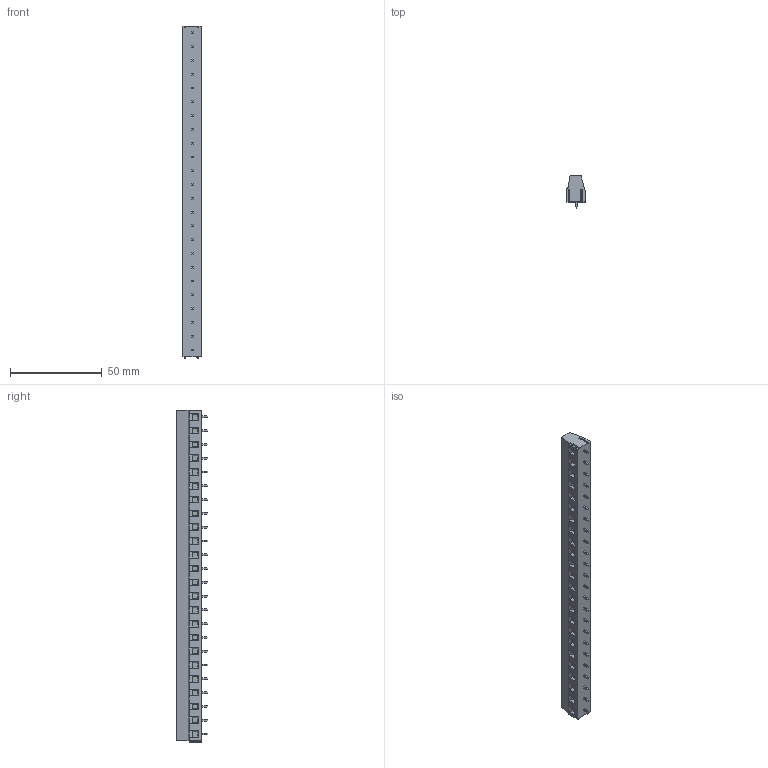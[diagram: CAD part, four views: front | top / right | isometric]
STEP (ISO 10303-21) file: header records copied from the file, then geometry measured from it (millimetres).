
FILE_DESCRIPTION((''),'2;1');
FILE_NAME('PRT0053','2024-12-06T',('yanfa'),(''),'PRO/ENGINEER BY PARAMETRIC TECHNOLOGY CORPORATION, 2009280','PRO/ENGINEER BY PARAMETRIC TECHNOLOGY CORPORATION, 2009280','');
FILE_SCHEMA(('AUTOMOTIVE_DESIGN_CC2 { 1 2 10303 214 -1 1 5 2 }'));
Length unit declared in the file: millimetre
Products named in the file (1): PRT0053
Bounding box: 10.2 x 17.3 x 180.6 mm (x, y, z)
Volume: 21421.8 mm3; surface area: 9894.7 mm2
Topology: 1 solids, 1 shells, 1093 faces, 2793 edges, 1750 vertices
Faces by surface type: plane 744, cylinder 205, cone 96, torus 48
Entity records: 32687 total; most frequent: CARTESIAN_POINT 6020, ORIENTED_EDGE 5586, DIRECTION 5437, EDGE_CURVE 2793, VECTOR 2143, LINE 2143, VERTEX_POINT 1750, AXIS2_PLACEMENT_3D 1647
